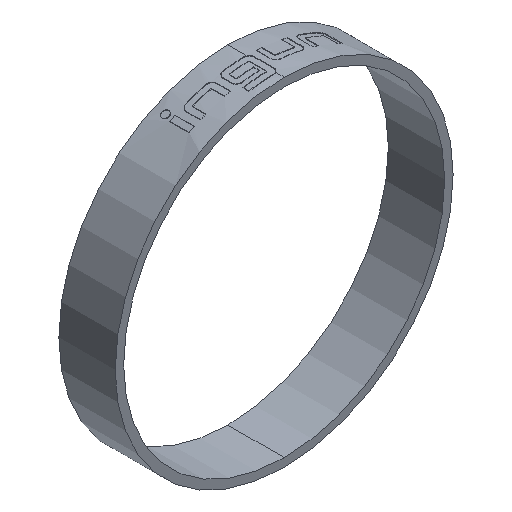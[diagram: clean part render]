
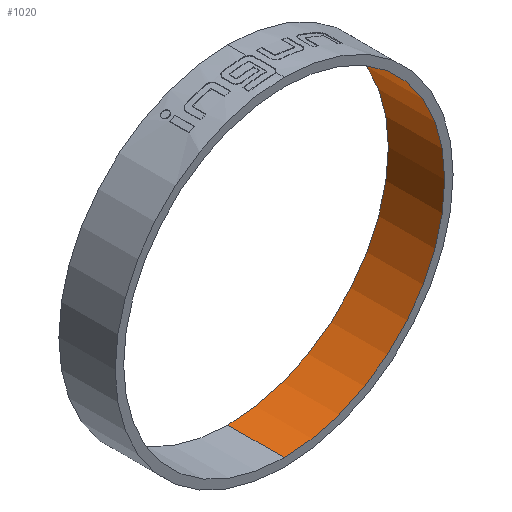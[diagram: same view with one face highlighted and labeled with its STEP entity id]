
A CAD part, isometric view. The second image highlights one B-rep face of the part: STEP entity #1020.
In plain terms, the highlighted cylindrical face has radius 2.85 mm (diameter 5.7 mm), a partial arc.
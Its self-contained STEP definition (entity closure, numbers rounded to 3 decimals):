
#53 = FACE_OUTER_BOUND ( 'NONE', #2110, .T. ) ;
#94 = EDGE_CURVE ( 'Defeature ausgef�hrt1_1+Defeature ausgef�hrt1_3+Defeature ausgef�hrt1_3+Defeature ausgef�hrt1_3', #2174, #2008, #2508, .T. ) ;
#233 = CARTESIAN_POINT ( 'NONE',  ( 0., 1., -2.85 ) ) ;
#257 = LINE ( 'NONE', #1790, #1770 ) ;
#323 = DIRECTION ( 'NONE',  ( 0., 0., 1. ) ) ;
#385 = CIRCLE ( 'NONE', #1984, 2.85 ) ;
#426 = CARTESIAN_POINT ( 'NONE',  ( 0., 1., 0. ) ) ;
#447 = CYLINDRICAL_SURFACE ( 'NONE', #2021, 2.85 ) ;
#545 = ORIENTED_EDGE ( 'NONE', *, *, #594, .T. ) ;
#554 = ORIENTED_EDGE ( 'NONE', *, *, #94, .F. ) ;
#593 = DIRECTION ( 'NONE',  ( 0., -1., 0. ) ) ;
#594 = EDGE_CURVE ( 'Defeature ausgef�hrt1_3+Defeature ausgef�hrt1_0+Defeature ausgef�hrt1_0+Defeature ausgef�hrt1_0', #992, #946, #385, .T. ) ;
#622 = CARTESIAN_POINT ( 'NONE',  ( 0., 0., -2.85 ) ) ;
#658 = DIRECTION ( 'NONE',  ( 0., -1., 0. ) ) ;
#788 = EDGE_CURVE ( 'NONE', #946, #2008, #257, .T. ) ;
#832 = CARTESIAN_POINT ( 'NONE',  ( 0., 1., 2.85 ) ) ;
#885 = ORIENTED_EDGE ( 'NONE', *, *, #788, .T. ) ;
#945 = DIRECTION ( 'NONE',  ( 0., 1., 0. ) ) ;
#946 = VERTEX_POINT ( 'NONE', #233 ) ;
#952 = DIRECTION ( 'NONE',  ( 0., -1., 0. ) ) ;
#992 = VERTEX_POINT ( 'NONE', #832 ) ;
#1020 = ADVANCED_FACE ( 'Defeature ausgef�hrt1_3', ( #53 ), #447, .F. ) ;
#1060 = LINE ( 'NONE', #2028, #2254 ) ;
#1109 = DIRECTION ( 'NONE',  ( 0., 0., 1. ) ) ;
#1161 = ORIENTED_EDGE ( 'NONE', *, *, #1820, .F. ) ;
#1469 = AXIS2_PLACEMENT_3D ( 'NONE', #1740, #1950, #323 ) ;
#1513 = DIRECTION ( 'NONE',  ( 0., 0., -1. ) ) ;
#1555 = CARTESIAN_POINT ( 'NONE',  ( 0., 1., 0. ) ) ;
#1740 = CARTESIAN_POINT ( 'NONE',  ( 0., 0., 0. ) ) ;
#1770 = VECTOR ( 'NONE', #952, 1000. ) ;
#1790 = CARTESIAN_POINT ( 'NONE',  ( 0., 1., -2.85 ) ) ;
#1820 = EDGE_CURVE ( 'NONE', #992, #2174, #1060, .T. ) ;
#1950 = DIRECTION ( 'NONE',  ( 0., 1., 0. ) ) ;
#1984 = AXIS2_PLACEMENT_3D ( 'NONE', #1555, #945, #1109 ) ;
#2008 = VERTEX_POINT ( 'NONE', #622 ) ;
#2021 = AXIS2_PLACEMENT_3D ( 'NONE', #426, #658, #1513 ) ;
#2028 = CARTESIAN_POINT ( 'NONE',  ( 0., 1., 2.85 ) ) ;
#2110 = EDGE_LOOP ( 'NONE', ( #1161, #545, #885, #554 ) ) ;
#2174 = VERTEX_POINT ( 'NONE', #2328 ) ;
#2254 = VECTOR ( 'NONE', #593, 1000. ) ;
#2328 = CARTESIAN_POINT ( 'NONE',  ( 0., 0., 2.85 ) ) ;
#2508 = CIRCLE ( 'NONE', #1469, 2.85 ) ;
